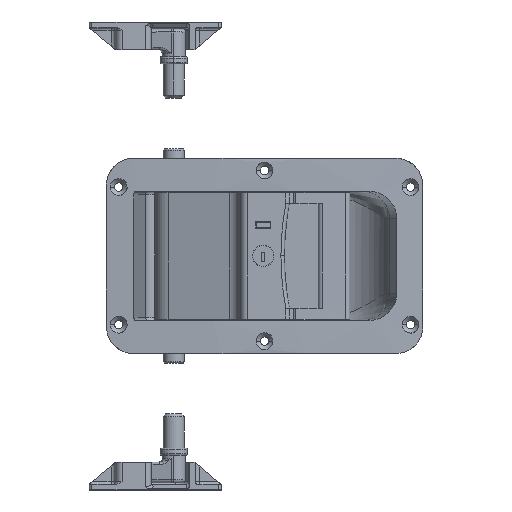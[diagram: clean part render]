
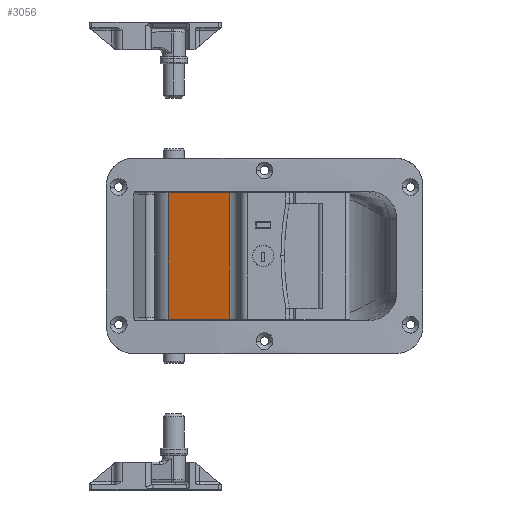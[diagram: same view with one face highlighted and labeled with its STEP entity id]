
A CAD part, top view. The second image highlights one B-rep face of the part: STEP entity #3056.
In plain terms, the highlighted planar face has unit normal (-0.299, 0, 0.954).
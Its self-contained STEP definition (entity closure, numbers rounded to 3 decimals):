
#2831 = VERTEX_POINT ( 'NONE', #10098 ) ;
#2896 = VERTEX_POINT ( 'NONE', #10236 ) ;
#2898 = EDGE_CURVE ( 'NONE', #2831, #2896, #10235, .T. ) ;
#2987 = ORIENTED_EDGE ( 'NONE', *, *, #2898, .T. ) ;
#3056 = ADVANCED_FACE ( 'NONE', ( #10566 ), #10560, .F. ) ;
#3057 = EDGE_LOOP ( 'NONE', ( #3058, #3061, #3064, #2987 ) ) ;
#3058 = ORIENTED_EDGE ( 'NONE', *, *, #3059, .T. ) ;
#3059 = EDGE_CURVE ( 'NONE', #2896, #3060, #10555, .T. ) ;
#3060 = VERTEX_POINT ( 'NONE', #10551 ) ;
#3061 = ORIENTED_EDGE ( 'NONE', *, *, #3062, .F. ) ;
#3062 = EDGE_CURVE ( 'NONE', #3063, #3060, #10550, .T. ) ;
#3063 = VERTEX_POINT ( 'NONE', #10546 ) ;
#3064 = ORIENTED_EDGE ( 'NONE', *, *, #3065, .F. ) ;
#3065 = EDGE_CURVE ( 'NONE', #2831, #3063, #10545, .T. ) ;
#10098 = CARTESIAN_POINT ( 'NONE',  ( -4.184, 46., 13.36 ) ) ;
#10232 = DIRECTION ( 'NONE',  ( 0., -1., 0. ) ) ;
#10233 = VECTOR ( 'NONE', #10232, 1000. ) ;
#10234 = CARTESIAN_POINT ( 'NONE',  ( -4.184, 46., 13.36 ) ) ;
#10235 = LINE ( 'NONE', #10234, #10233 ) ;
#10236 = CARTESIAN_POINT ( 'NONE',  ( -4.184, -46., 13.36 ) ) ;
#10542 = DIRECTION ( 'NONE',  ( 0.954, 0., 0.299 ) ) ;
#10543 = VECTOR ( 'NONE', #10542, 1000. ) ;
#10544 = CARTESIAN_POINT ( 'NONE',  ( -4.184, 46., 13.36 ) ) ;
#10545 = LINE ( 'NONE', #10544, #10543 ) ;
#10546 = CARTESIAN_POINT ( 'NONE',  ( 40.282, 46., 27.285 ) ) ;
#10547 = DIRECTION ( 'NONE',  ( 0., -1., 0. ) ) ;
#10548 = VECTOR ( 'NONE', #10547, 1000. ) ;
#10549 = CARTESIAN_POINT ( 'NONE',  ( 40.282, 46., 27.285 ) ) ;
#10550 = LINE ( 'NONE', #10549, #10548 ) ;
#10551 = CARTESIAN_POINT ( 'NONE',  ( 40.282, -46., 27.285 ) ) ;
#10552 = DIRECTION ( 'NONE',  ( 0.954, 0., 0.299 ) ) ;
#10553 = VECTOR ( 'NONE', #10552, 1000. ) ;
#10554 = CARTESIAN_POINT ( 'NONE',  ( -4.184, -46., 13.36 ) ) ;
#10555 = LINE ( 'NONE', #10554, #10553 ) ;
#10556 = DIRECTION ( 'NONE',  ( -0.954, 0., -0.299 ) ) ;
#10557 = DIRECTION ( 'NONE',  ( 0.299, 0., -0.954 ) ) ;
#10558 = CARTESIAN_POINT ( 'NONE',  ( -4.184, 46., 13.36 ) ) ;
#10559 = AXIS2_PLACEMENT_3D ( 'NONE', #10558, #10557, #10556 ) ;
#10560 = PLANE ( 'NONE',  #10559 ) ;
#10566 = FACE_OUTER_BOUND ( 'NONE', #3057, .T. ) ;
